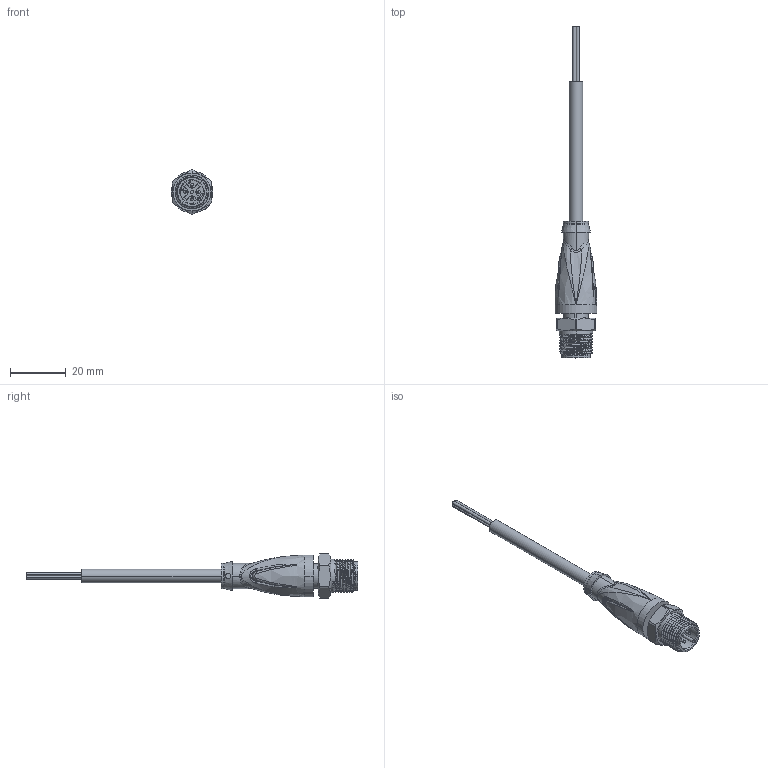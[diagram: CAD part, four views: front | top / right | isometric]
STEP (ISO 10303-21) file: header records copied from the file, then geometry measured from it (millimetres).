
FILE_DESCRIPTION(('STEP AP214'),'1');
FILE_NAME('cctmp_FA92958B-8312-4F65-9542-7201A20A50E1_2022_04_27_10_32_28_0433..stp','2022-04-27T08:32:32',('KiM GmbH'),('CADClick - www.CADClick.com'),'Spatial InterOp 3D postprocessed',' ','unknown authorization');
FILE_SCHEMA(('AUTOMOTIVE_DESIGN'));
Length unit declared in the file: millimetre
Products named in the file (7): T195714_1; Connection2; Cable; Connection1; Connection1_2; Connection1_1; T195714
Assembly tree (6 placements, depth 4):
  T195714
    T195714_1
      Connection2
      Cable
      Connection1
        Connection1_2
        Connection1_1
Bounding box: 15 x 119.1 x 15.8 mm (x, y, z)
Volume: 6512.9 mm3; surface area: 5343.3 mm2
Topology: 8 solids, 8 shells, 811 faces, 2132 edges, 1359 vertices
Faces by surface type: plane 352, cylinder 274, bspline 87, cone 57, torus 29, sphere 8, extrusion 4
Entity records: 38341 total; most frequent: CARTESIAN_POINT 15956, ORIENTED_EDGE 4226, DIRECTION 4051, EDGE_CURVE 2113, AXIS2_PLACEMENT_3D 1457, VERTEX_POINT 1359, VECTOR 1137, LINE 1133
